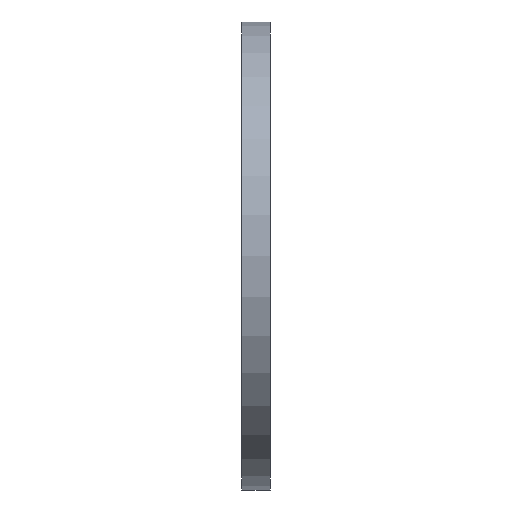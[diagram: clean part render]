
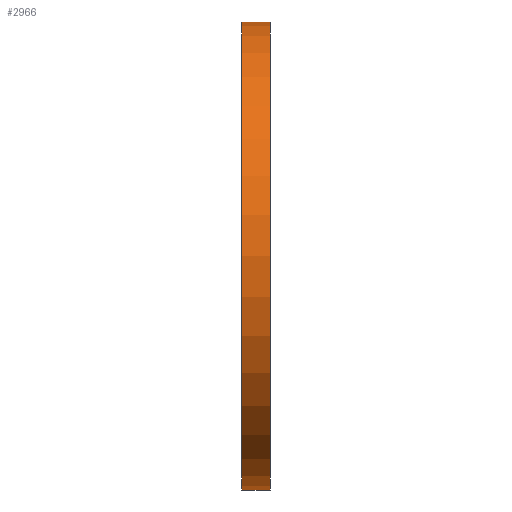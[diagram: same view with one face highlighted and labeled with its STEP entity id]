
A CAD part, left-side view. The second image highlights one B-rep face of the part: STEP entity #2966.
In plain terms, the highlighted cylindrical face has radius 50 mm (diameter 100 mm), a partial arc.
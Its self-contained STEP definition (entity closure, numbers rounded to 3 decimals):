
#625 = EDGE_CURVE ( 'NONE', #11423, #14038, #14284, .T. ) ;
#1113 = LINE ( 'NONE', #2963, #14162 ) ;
#1790 = FACE_OUTER_BOUND ( 'NONE', #14410, .T. ) ;
#1999 = CARTESIAN_POINT ( 'NONE',  ( 0., 6., 50. ) ) ;
#2237 = AXIS2_PLACEMENT_3D ( 'NONE', #12368, #13538, #5279 ) ;
#2360 = VECTOR ( 'NONE', #13758, 1000. ) ;
#2538 = LINE ( 'NONE', #3277, #2360 ) ;
#2963 = CARTESIAN_POINT ( 'NONE',  ( 0., 6., 50. ) ) ;
#2966 = ADVANCED_FACE ( 'NONE', ( #1790 ), #8163, .T. ) ;
#3277 = CARTESIAN_POINT ( 'NONE',  ( 0., 6., -50. ) ) ;
#3462 = DIRECTION ( 'NONE',  ( 0., 1., 0. ) ) ;
#4761 = CARTESIAN_POINT ( 'NONE',  ( 0., 0., -50. ) ) ;
#5277 = EDGE_CURVE ( 'NONE', #14038, #12147, #1113, .T. ) ;
#5279 = DIRECTION ( 'NONE',  ( 0., 0., 1. ) ) ;
#5603 = AXIS2_PLACEMENT_3D ( 'NONE', #13067, #3462, #7107 ) ;
#6571 = CARTESIAN_POINT ( 'NONE',  ( 0., 6., 0. ) ) ;
#7107 = DIRECTION ( 'NONE',  ( 0., 0., 1. ) ) ;
#8163 = CYLINDRICAL_SURFACE ( 'NONE', #10242, 50. ) ;
#8560 = CARTESIAN_POINT ( 'NONE',  ( 0., 0., 50. ) ) ;
#8758 = DIRECTION ( 'NONE',  ( 0., 0., -1. ) ) ;
#10115 = DIRECTION ( 'NONE',  ( 0., -1., 0. ) ) ;
#10198 = VERTEX_POINT ( 'NONE', #4761 ) ;
#10242 = AXIS2_PLACEMENT_3D ( 'NONE', #6571, #12247, #8758 ) ;
#10395 = EDGE_CURVE ( 'NONE', #10198, #12147, #14634, .T. ) ;
#11423 = VERTEX_POINT ( 'NONE', #12820 ) ;
#11901 = ORIENTED_EDGE ( 'NONE', *, *, #5277, .F. ) ;
#12147 = VERTEX_POINT ( 'NONE', #8560 ) ;
#12241 = EDGE_CURVE ( 'NONE', #11423, #10198, #2538, .T. ) ;
#12247 = DIRECTION ( 'NONE',  ( 0., -1., 0. ) ) ;
#12368 = CARTESIAN_POINT ( 'NONE',  ( 0., 0., 0. ) ) ;
#12493 = ORIENTED_EDGE ( 'NONE', *, *, #10395, .T. ) ;
#12673 = ORIENTED_EDGE ( 'NONE', *, *, #12241, .T. ) ;
#12820 = CARTESIAN_POINT ( 'NONE',  ( 0., 6., -50. ) ) ;
#13067 = CARTESIAN_POINT ( 'NONE',  ( 0., 6., 0. ) ) ;
#13538 = DIRECTION ( 'NONE',  ( 0., 1., 0. ) ) ;
#13758 = DIRECTION ( 'NONE',  ( 0., -1., 0. ) ) ;
#14038 = VERTEX_POINT ( 'NONE', #1999 ) ;
#14162 = VECTOR ( 'NONE', #10115, 1000. ) ;
#14168 = ORIENTED_EDGE ( 'NONE', *, *, #625, .F. ) ;
#14284 = CIRCLE ( 'NONE', #5603, 50. ) ;
#14410 = EDGE_LOOP ( 'NONE', ( #11901, #14168, #12673, #12493 ) ) ;
#14634 = CIRCLE ( 'NONE', #2237, 50. ) ;
